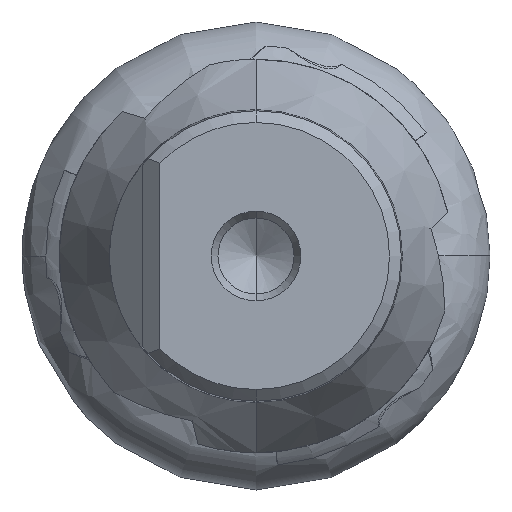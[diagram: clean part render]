
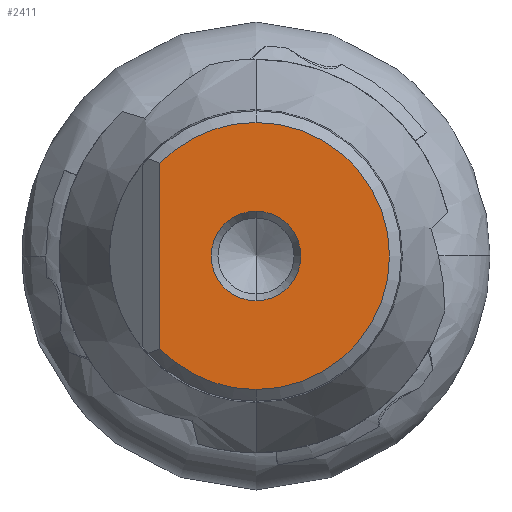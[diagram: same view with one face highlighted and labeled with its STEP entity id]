
A CAD part, left-side view. The second image highlights one B-rep face of the part: STEP entity #2411.
In plain terms, the highlighted planar face has unit normal (-1, 0, 0).
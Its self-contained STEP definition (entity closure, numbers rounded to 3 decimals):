
#147 = EDGE_CURVE ( 'NONE', #4866, #4442, #4580, .T. ) ;
#160 = CARTESIAN_POINT ( 'NONE',  ( -98.75, 0., -3.827 ) ) ;
#217 = CARTESIAN_POINT ( 'NONE',  ( -98.75, 0., 0. ) ) ;
#283 = CARTESIAN_POINT ( 'NONE',  ( -98.75, 11.4, 0. ) ) ;
#544 = DIRECTION ( 'NONE',  ( 1., 0., 0. ) ) ;
#889 = FACE_BOUND ( 'NONE', #4986, .T. ) ;
#1116 = CARTESIAN_POINT ( 'NONE',  ( -98.75, 8.2, -7.92 ) ) ;
#1141 = DIRECTION ( 'NONE',  ( 0., 0., -1. ) ) ;
#1579 = DIRECTION ( 'NONE',  ( 1., 0., 0. ) ) ;
#1623 = CARTESIAN_POINT ( 'NONE',  ( -98.75, 0., 0. ) ) ;
#1641 = VERTEX_POINT ( 'NONE', #3966 ) ;
#1690 = CARTESIAN_POINT ( 'NONE',  ( -98.75, 0., 3.827 ) ) ;
#2019 = CARTESIAN_POINT ( 'NONE',  ( -98.75, 0., -11.4 ) ) ;
#2023 = CIRCLE ( 'NONE', #3793, 3.827 ) ;
#2074 = ORIENTED_EDGE ( 'NONE', *, *, #147, .F. ) ;
#2144 = DIRECTION ( 'NONE',  ( 0., 0., 1. ) ) ;
#2366 = VERTEX_POINT ( 'NONE', #1690 ) ;
#2369 = DIRECTION ( 'NONE',  ( 0., 0., -1. ) ) ;
#2384 = CIRCLE ( 'NONE', #5208, 11.4 ) ;
#2411 = ADVANCED_FACE ( 'NONE', ( #2524, #889 ), #4855, .T. ) ;
#2476 = DIRECTION ( 'NONE',  ( 0., 0., -1. ) ) ;
#2524 = FACE_OUTER_BOUND ( 'NONE', #3588, .T. ) ;
#2781 = VERTEX_POINT ( 'NONE', #160 ) ;
#2796 = ORIENTED_EDGE ( 'NONE', *, *, #5782, .F. ) ;
#2826 = CIRCLE ( 'NONE', #4865, 11.4 ) ;
#2851 = VERTEX_POINT ( 'NONE', #2019 ) ;
#2924 = VECTOR ( 'NONE', #5099, 1000. ) ;
#2963 = DIRECTION ( 'NONE',  ( 1., 0., 0. ) ) ;
#3023 = CARTESIAN_POINT ( 'NONE',  ( -98.75, 8.2, 7.92 ) ) ;
#3253 = EDGE_CURVE ( 'NONE', #2366, #2781, #2023, .T. ) ;
#3443 = CARTESIAN_POINT ( 'NONE',  ( -98.75, 0., 0. ) ) ;
#3486 = DIRECTION ( 'NONE',  ( 0., 0., -1. ) ) ;
#3588 = EDGE_LOOP ( 'NONE', ( #2074, #4019, #2796, #3653 ) ) ;
#3653 = ORIENTED_EDGE ( 'NONE', *, *, #5256, .F. ) ;
#3710 = ORIENTED_EDGE ( 'NONE', *, *, #5741, .T. ) ;
#3793 = AXIS2_PLACEMENT_3D ( 'NONE', #1623, #1579, #5247 ) ;
#3943 = AXIS2_PLACEMENT_3D ( 'NONE', #283, #5296, #2144 ) ;
#3966 = CARTESIAN_POINT ( 'NONE',  ( -98.75, 0., 11.4 ) ) ;
#3991 = ORIENTED_EDGE ( 'NONE', *, *, #3253, .T. ) ;
#4019 = ORIENTED_EDGE ( 'NONE', *, *, #4499, .F. ) ;
#4064 = AXIS2_PLACEMENT_3D ( 'NONE', #217, #5696, #1141 ) ;
#4167 = CARTESIAN_POINT ( 'NONE',  ( -98.75, 8.2, -25. ) ) ;
#4187 = CARTESIAN_POINT ( 'NONE',  ( -98.75, 0., 0. ) ) ;
#4228 = AXIS2_PLACEMENT_3D ( 'NONE', #4187, #544, #2369 ) ;
#4279 = CARTESIAN_POINT ( 'NONE',  ( -98.75, 0., 0. ) ) ;
#4324 = DIRECTION ( 'NONE',  ( 1., 0., 0. ) ) ;
#4442 = VERTEX_POINT ( 'NONE', #3023 ) ;
#4470 = CIRCLE ( 'NONE', #4064, 11.4 ) ;
#4499 = EDGE_CURVE ( 'NONE', #2851, #4866, #4470, .T. ) ;
#4580 = LINE ( 'NONE', #4167, #2924 ) ;
#4740 = CIRCLE ( 'NONE', #4228, 3.827 ) ;
#4855 = PLANE ( 'NONE',  #3943 ) ;
#4865 = AXIS2_PLACEMENT_3D ( 'NONE', #3443, #2963, #3486 ) ;
#4866 = VERTEX_POINT ( 'NONE', #1116 ) ;
#4986 = EDGE_LOOP ( 'NONE', ( #3991, #3710 ) ) ;
#5099 = DIRECTION ( 'NONE',  ( 0., 0., 1. ) ) ;
#5208 = AXIS2_PLACEMENT_3D ( 'NONE', #4279, #4324, #2476 ) ;
#5247 = DIRECTION ( 'NONE',  ( 0., 0., -1. ) ) ;
#5256 = EDGE_CURVE ( 'NONE', #4442, #1641, #2826, .T. ) ;
#5296 = DIRECTION ( 'NONE',  ( -1., 0., 0. ) ) ;
#5696 = DIRECTION ( 'NONE',  ( 1., 0., 0. ) ) ;
#5741 = EDGE_CURVE ( 'NONE', #2781, #2366, #4740, .T. ) ;
#5782 = EDGE_CURVE ( 'NONE', #1641, #2851, #2384, .T. ) ;
